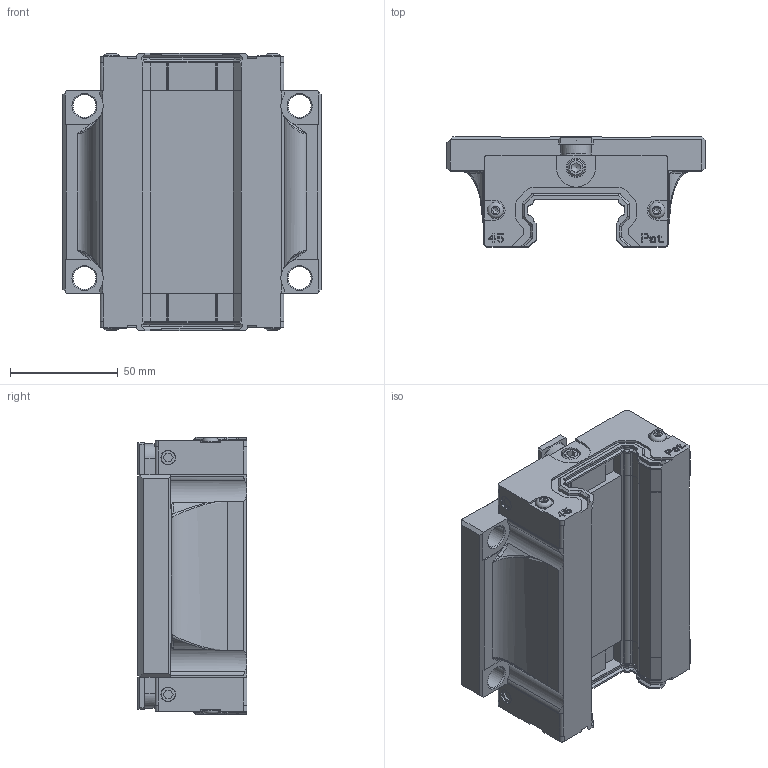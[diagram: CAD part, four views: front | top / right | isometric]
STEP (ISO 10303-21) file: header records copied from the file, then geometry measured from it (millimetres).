
FILE_DESCRIPTION(/* description */ (''),/* implementation_level */ '2;1');
FILE_NAME(/* name */ 'LGB_H45BNSS_Shrinkwrap.ipt.stp',/* time_stamp */ '2015-12-04T11:33:09+01:00',/* author */ ('RLI'),/* organization */ (''),/* preprocessor_version */ 'ST-DEVELOPER v15.6',/* originating_system */ 'Autodesk Inventor 2015',/* authorisation */ '');
FILE_SCHEMA (('AUTOMOTIVE_DESIGN { 1 0 10303 214 3 1 1 }'));
Length unit declared in the file: millimetre
Products named in the file (1): LGB_H45BNSS_Shrinkwrap
Bounding box: 119.95 x 51.1 x 129 mm (x, y, z)
Volume: 423744.1 mm3; surface area: 74128.7 mm2
Topology: 1 solids, 16 shells, 1178 faces, 3049 edges, 1936 vertices
Faces by surface type: plane 832, cylinder 231, cone 89, bspline 14, torus 12
Full cylindrical faces by diameter (mm): 4 x12, 4.4 x4, 5 x4, 6.647 x2, 6.8 x4, 7.6 x4, 8 x1, 9 x2, 10 x6, 10.6 x4, 14 x2
Entity records: 38566 total; most frequent: CARTESIAN_POINT 8994, ORIENTED_EDGE 5860, DIRECTION 5692, EDGE_CURVE 2930, LINE 2316, VECTOR 2316, VERTEX_POINT 1902, AXIS2_PLACEMENT_3D 1688
